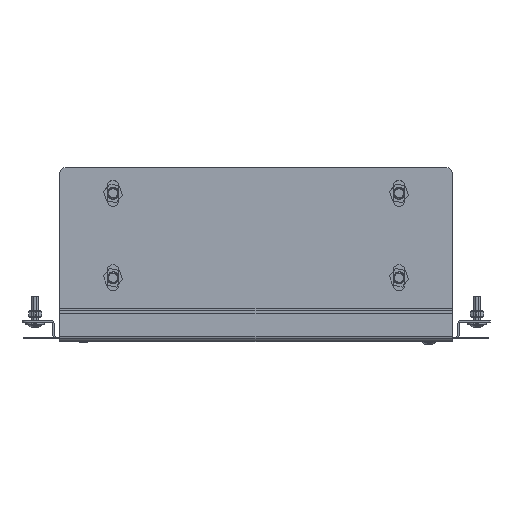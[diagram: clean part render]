
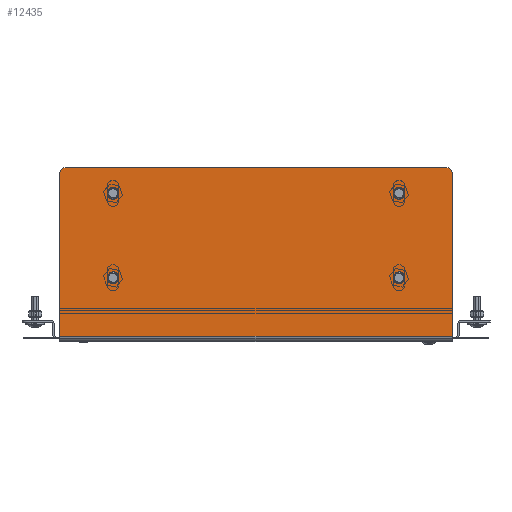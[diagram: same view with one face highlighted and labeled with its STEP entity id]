
A CAD part, front view. The second image highlights one B-rep face of the part: STEP entity #12435.
In plain terms, the highlighted planar face has unit normal (0, -1, 0).
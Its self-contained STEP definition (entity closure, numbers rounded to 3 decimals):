
#192 = CARTESIAN_POINT ( 'NONE',  ( -110., 0., 49. ) ) ;
#256 = DIRECTION ( 'NONE',  ( 0., 1., 0. ) ) ;
#290 = EDGE_CURVE ( 'NONE', #21733, #29500, #9631, .T. ) ;
#366 = CARTESIAN_POINT ( 'NONE',  ( -110., 0., 53.5 ) ) ;
#575 = CARTESIAN_POINT ( 'NONE',  ( -110., 0., 44.5 ) ) ;
#658 = CARTESIAN_POINT ( 'NONE',  ( -146., 0., 129. ) ) ;
#728 = CARTESIAN_POINT ( 'NONE',  ( 110., 0., 114. ) ) ;
#773 = ORIENTED_EDGE ( 'NONE', *, *, #24903, .F. ) ;
#1308 = DIRECTION ( 'NONE',  ( 0., 0., 1. ) ) ;
#1901 = DIRECTION ( 'NONE',  ( 0., 0., 1. ) ) ;
#2081 = AXIS2_PLACEMENT_3D ( 'NONE', #21233, #26197, #12560 ) ;
#2320 = VERTEX_POINT ( 'NONE', #366 ) ;
#2657 = VECTOR ( 'NONE', #21705, 1000. ) ;
#2672 = CARTESIAN_POINT ( 'NONE',  ( 146., 0., 134. ) ) ;
#3280 = DIRECTION ( 'NONE',  ( 0., 0., 1. ) ) ;
#3417 = CARTESIAN_POINT ( 'NONE',  ( -110., 0., 109.5 ) ) ;
#3450 = LINE ( 'NONE', #21402, #2657 ) ;
#4167 = CIRCLE ( 'NONE', #20884, 4.5 ) ;
#4233 = VECTOR ( 'NONE', #18758, 1000. ) ;
#4884 = DIRECTION ( 'NONE',  ( 0., 0., 1. ) ) ;
#4930 = VERTEX_POINT ( 'NONE', #3417 ) ;
#5165 = VERTEX_POINT ( 'NONE', #28744 ) ;
#5194 = CARTESIAN_POINT ( 'NONE',  ( -151., 0., 4. ) ) ;
#5374 = FACE_BOUND ( 'NONE', #22432, .T. ) ;
#5398 = CIRCLE ( 'NONE', #22148, 5. ) ;
#5853 = VERTEX_POINT ( 'NONE', #16938 ) ;
#5947 = ORIENTED_EDGE ( 'NONE', *, *, #290, .T. ) ;
#6306 = CIRCLE ( 'NONE', #15438, 4.5 ) ;
#6429 = AXIS2_PLACEMENT_3D ( 'NONE', #20597, #256, #4884 ) ;
#6596 = ORIENTED_EDGE ( 'NONE', *, *, #15148, .T. ) ;
#6714 = DIRECTION ( 'NONE',  ( 0., 0., -1. ) ) ;
#6720 = AXIS2_PLACEMENT_3D ( 'NONE', #9884, #25897, #7947 ) ;
#7888 = DIRECTION ( 'NONE',  ( 0., 1., 0. ) ) ;
#7947 = DIRECTION ( 'NONE',  ( 0., 0., 1. ) ) ;
#9447 = AXIS2_PLACEMENT_3D ( 'NONE', #658, #23271, #25814 ) ;
#9631 = LINE ( 'NONE', #18472, #4233 ) ;
#9648 = AXIS2_PLACEMENT_3D ( 'NONE', #16137, #25271, #11911 ) ;
#9806 = VECTOR ( 'NONE', #25114, 1000. ) ;
#9884 = CARTESIAN_POINT ( 'NONE',  ( 151., 0., 0. ) ) ;
#9972 = EDGE_CURVE ( 'NONE', #17824, #2320, #19475, .T. ) ;
#10221 = CIRCLE ( 'NONE', #26976, 4.5 ) ;
#10438 = VERTEX_POINT ( 'NONE', #11146 ) ;
#10678 = CIRCLE ( 'NONE', #2081, 4.5 ) ;
#10926 = AXIS2_PLACEMENT_3D ( 'NONE', #21810, #17633, #1308 ) ;
#11146 = CARTESIAN_POINT ( 'NONE',  ( -110., 0., 118.5 ) ) ;
#11765 = EDGE_CURVE ( 'NONE', #4930, #10438, #15733, .T. ) ;
#11863 = DIRECTION ( 'NONE',  ( 0., 0., 1. ) ) ;
#11901 = CARTESIAN_POINT ( 'NONE',  ( 151., 0., 0. ) ) ;
#11911 = DIRECTION ( 'NONE',  ( 0., 0., 1. ) ) ;
#11915 = CARTESIAN_POINT ( 'NONE',  ( -110., 0., 114. ) ) ;
#11955 = ORIENTED_EDGE ( 'NONE', *, *, #28648, .T. ) ;
#12435 = ADVANCED_FACE ( 'NONE', ( #21851, #21242, #5374, #19611, #14821 ), #21543, .F. ) ;
#12560 = DIRECTION ( 'NONE',  ( 0., 0., 1. ) ) ;
#12717 = EDGE_CURVE ( 'NONE', #15166, #27416, #16442, .T. ) ;
#12760 = EDGE_LOOP ( 'NONE', ( #5947, #16348, #24056, #773, #29239, #26243 ) ) ;
#13300 = EDGE_LOOP ( 'NONE', ( #11955, #27099 ) ) ;
#13743 = AXIS2_PLACEMENT_3D ( 'NONE', #14038, #21055, #20767 ) ;
#14004 = DIRECTION ( 'NONE',  ( 0., -1., 0. ) ) ;
#14038 = CARTESIAN_POINT ( 'NONE',  ( -110., 0., 49. ) ) ;
#14821 = FACE_OUTER_BOUND ( 'NONE', #12760, .T. ) ;
#15148 = EDGE_CURVE ( 'NONE', #5165, #24969, #24481, .T. ) ;
#15166 = VERTEX_POINT ( 'NONE', #22952 ) ;
#15276 = EDGE_CURVE ( 'NONE', #2320, #17824, #6306, .T. ) ;
#15438 = AXIS2_PLACEMENT_3D ( 'NONE', #192, #28065, #11863 ) ;
#15733 = CIRCLE ( 'NONE', #10926, 4.5 ) ;
#16137 = CARTESIAN_POINT ( 'NONE',  ( 110., 0., 114. ) ) ;
#16252 = CARTESIAN_POINT ( 'NONE',  ( -146., 0., 134. ) ) ;
#16348 = ORIENTED_EDGE ( 'NONE', *, *, #28083, .T. ) ;
#16442 = LINE ( 'NONE', #27835, #22021 ) ;
#16763 = ORIENTED_EDGE ( 'NONE', *, *, #19069, .T. ) ;
#16938 = CARTESIAN_POINT ( 'NONE',  ( 110., 0., 44.5 ) ) ;
#16963 = VERTEX_POINT ( 'NONE', #29549 ) ;
#17021 = DIRECTION ( 'NONE',  ( 0., 0., 1. ) ) ;
#17090 = CARTESIAN_POINT ( 'NONE',  ( 110., 0., 118.5 ) ) ;
#17633 = DIRECTION ( 'NONE',  ( 0., 1., 0. ) ) ;
#17824 = VERTEX_POINT ( 'NONE', #575 ) ;
#18472 = CARTESIAN_POINT ( 'NONE',  ( 151., 0., 134. ) ) ;
#18758 = DIRECTION ( 'NONE',  ( -1., 0., 0. ) ) ;
#18853 = DIRECTION ( 'NONE',  ( 0., 1., 0. ) ) ;
#19005 = CARTESIAN_POINT ( 'NONE',  ( 151., 0., 4. ) ) ;
#19069 = EDGE_CURVE ( 'NONE', #24969, #5165, #10221, .T. ) ;
#19401 = EDGE_CURVE ( 'NONE', #5853, #24058, #23659, .T. ) ;
#19475 = CIRCLE ( 'NONE', #13743, 4.5 ) ;
#19611 = FACE_BOUND ( 'NONE', #24874, .T. ) ;
#20597 = CARTESIAN_POINT ( 'NONE',  ( 110., 0., 49. ) ) ;
#20744 = LINE ( 'NONE', #11901, #9806 ) ;
#20767 = DIRECTION ( 'NONE',  ( 0., 0., 1. ) ) ;
#20884 = AXIS2_PLACEMENT_3D ( 'NONE', #11915, #7888, #17021 ) ;
#21055 = DIRECTION ( 'NONE',  ( 0., 1., 0. ) ) ;
#21138 = EDGE_LOOP ( 'NONE', ( #16763, #6596 ) ) ;
#21213 = EDGE_CURVE ( 'NONE', #16963, #25783, #20744, .T. ) ;
#21233 = CARTESIAN_POINT ( 'NONE',  ( 110., 0., 49. ) ) ;
#21242 = FACE_BOUND ( 'NONE', #21138, .T. ) ;
#21402 = CARTESIAN_POINT ( 'NONE',  ( 151., 0., 4. ) ) ;
#21543 = PLANE ( 'NONE',  #6720 ) ;
#21705 = DIRECTION ( 'NONE',  ( -1., 0., 0. ) ) ;
#21733 = VERTEX_POINT ( 'NONE', #2672 ) ;
#21810 = CARTESIAN_POINT ( 'NONE',  ( -110., 0., 114. ) ) ;
#21851 = FACE_BOUND ( 'NONE', #13300, .T. ) ;
#22021 = VECTOR ( 'NONE', #6714, 1000. ) ;
#22148 = AXIS2_PLACEMENT_3D ( 'NONE', #22538, #14004, #1901 ) ;
#22326 = ORIENTED_EDGE ( 'NONE', *, *, #9972, .T. ) ;
#22332 = ORIENTED_EDGE ( 'NONE', *, *, #15276, .T. ) ;
#22345 = CIRCLE ( 'NONE', #9447, 5. ) ;
#22432 = EDGE_LOOP ( 'NONE', ( #24602, #23098 ) ) ;
#22538 = CARTESIAN_POINT ( 'NONE',  ( 146., 0., 129. ) ) ;
#22952 = CARTESIAN_POINT ( 'NONE',  ( -151., 0., 129. ) ) ;
#23098 = ORIENTED_EDGE ( 'NONE', *, *, #11765, .T. ) ;
#23271 = DIRECTION ( 'NONE',  ( 0., -1., 0. ) ) ;
#23659 = CIRCLE ( 'NONE', #6429, 4.5 ) ;
#24056 = ORIENTED_EDGE ( 'NONE', *, *, #12717, .T. ) ;
#24058 = VERTEX_POINT ( 'NONE', #24072 ) ;
#24072 = CARTESIAN_POINT ( 'NONE',  ( 110., 0., 53.5 ) ) ;
#24481 = CIRCLE ( 'NONE', #9648, 4.5 ) ;
#24602 = ORIENTED_EDGE ( 'NONE', *, *, #27748, .T. ) ;
#24874 = EDGE_LOOP ( 'NONE', ( #22332, #22326 ) ) ;
#24903 = EDGE_CURVE ( 'NONE', #25783, #27416, #3450, .T. ) ;
#24969 = VERTEX_POINT ( 'NONE', #17090 ) ;
#25114 = DIRECTION ( 'NONE',  ( 0., 0., -1. ) ) ;
#25271 = DIRECTION ( 'NONE',  ( 0., 1., 0. ) ) ;
#25783 = VERTEX_POINT ( 'NONE', #19005 ) ;
#25814 = DIRECTION ( 'NONE',  ( 0., 0., 1. ) ) ;
#25897 = DIRECTION ( 'NONE',  ( 0., 1., 0. ) ) ;
#26197 = DIRECTION ( 'NONE',  ( 0., 1., 0. ) ) ;
#26243 = ORIENTED_EDGE ( 'NONE', *, *, #29400, .T. ) ;
#26976 = AXIS2_PLACEMENT_3D ( 'NONE', #728, #18853, #3280 ) ;
#27099 = ORIENTED_EDGE ( 'NONE', *, *, #19401, .T. ) ;
#27416 = VERTEX_POINT ( 'NONE', #5194 ) ;
#27748 = EDGE_CURVE ( 'NONE', #10438, #4930, #4167, .T. ) ;
#27835 = CARTESIAN_POINT ( 'NONE',  ( -151., 0., 0. ) ) ;
#28065 = DIRECTION ( 'NONE',  ( 0., 1., 0. ) ) ;
#28083 = EDGE_CURVE ( 'NONE', #29500, #15166, #22345, .T. ) ;
#28648 = EDGE_CURVE ( 'NONE', #24058, #5853, #10678, .T. ) ;
#28744 = CARTESIAN_POINT ( 'NONE',  ( 110., 0., 109.5 ) ) ;
#29239 = ORIENTED_EDGE ( 'NONE', *, *, #21213, .F. ) ;
#29400 = EDGE_CURVE ( 'NONE', #16963, #21733, #5398, .T. ) ;
#29500 = VERTEX_POINT ( 'NONE', #16252 ) ;
#29549 = CARTESIAN_POINT ( 'NONE',  ( 151., 0., 129. ) ) ;
